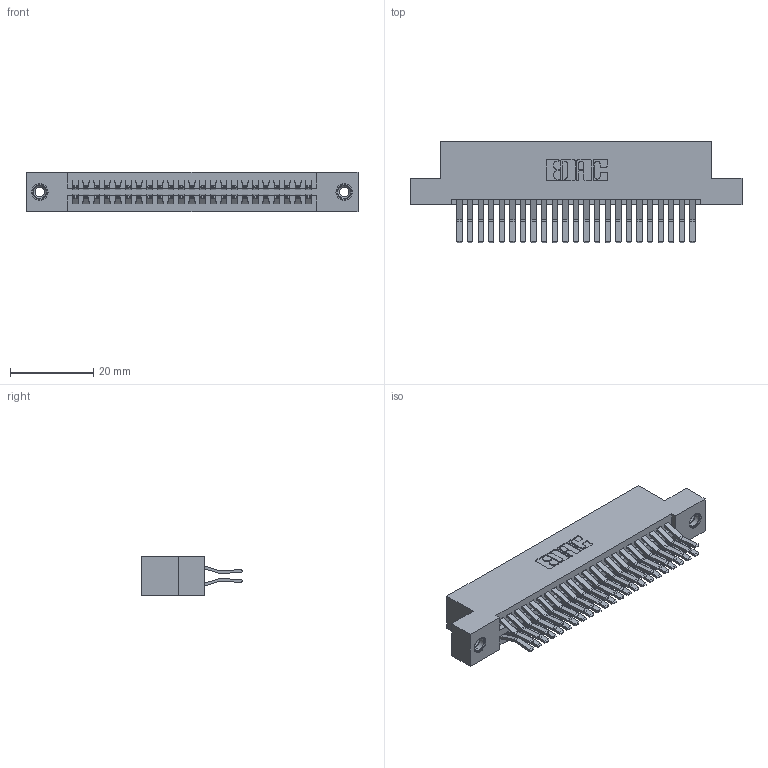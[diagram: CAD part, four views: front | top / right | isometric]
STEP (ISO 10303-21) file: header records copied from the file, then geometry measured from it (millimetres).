
FILE_DESCRIPTION (( 'STEP AP203' ), '1' );
FILE_NAME ('395-046-560-208.STEP', '2019-10-19T04:53:30', ( '' ), ( '' ), 'SwSTEP 2.0', 'SolidWorks 2016', '' );
FILE_SCHEMA (( 'CONFIG_CONTROL_DESIGN' ));
Length unit declared in the file: inch
Products named in the file (4): 345 Part_Flush Mounting Lugs - 0.156 Dia-TI; 345-292-001_560 Tail; 345-250-001_345-250-003-102; 395-046-560-208
Assembly tree (49 placements, depth 2):
  395-046-560-208
    345 Part_Flush Mounting Lugs - 0.156 Dia-TI
    345-292-001_560 Tail  x46
    345-250-001_345-250-003-102  x2
Bounding box: 79.63 x 24.45 x 9.4 mm (x, y, z)
Volume: 7853.9 mm3; surface area: 12030.2 mm2
Topology: 49 solids, 49 shells, 2578 faces, 7607 edges, 5002 vertices
Faces by surface type: plane 1630, cylinder 932, cone 12, torus 4
Entity records: 21878 total; most frequent: CARTESIAN_POINT 3667, ORIENTED_EDGE 3594, DIRECTION 3287, EDGE_CURVE 1797, LINE 1549, VECTOR 1549, VERTEX_POINT 1192, AXIS2_PLACEMENT_3D 869
